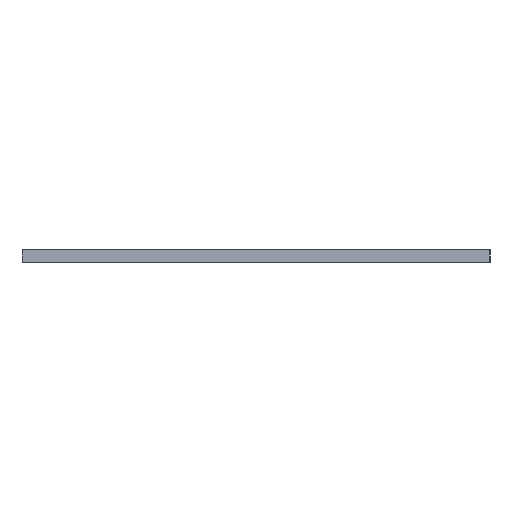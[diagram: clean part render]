
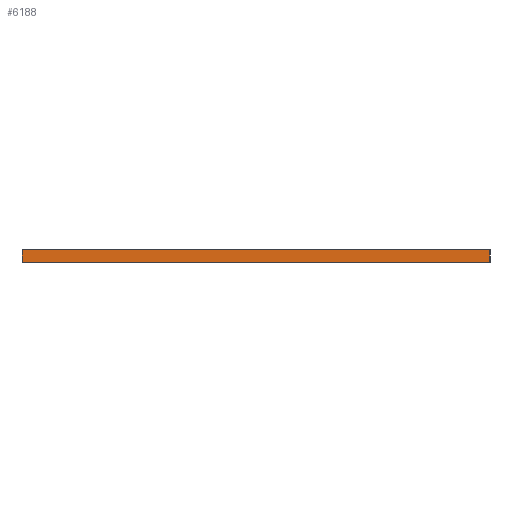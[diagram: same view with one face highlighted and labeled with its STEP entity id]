
A CAD part, left-side view. The second image highlights one B-rep face of the part: STEP entity #6188.
In plain terms, the highlighted planar face has unit normal (-1, 0, 0).
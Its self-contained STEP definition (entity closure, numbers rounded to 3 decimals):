
#219=PLANE('',#6377);
#545=FACE_OUTER_BOUND('',#898,.T.);
#898=EDGE_LOOP('',(#5613,#5614,#5615,#5616));
#1338=LINE('',#11964,#1858);
#1424=LINE('',#12203,#1944);
#1425=LINE('',#12206,#1945);
#1426=LINE('',#12207,#1946);
#1858=VECTOR('',#6996,10.);
#1944=VECTOR('',#7232,10.);
#1945=VECTOR('',#7235,10.);
#1946=VECTOR('',#7236,10.);
#2848=VERTEX_POINT('',#11961);
#2849=VERTEX_POINT('',#11963);
#2927=VERTEX_POINT('',#12201);
#2928=VERTEX_POINT('',#12205);
#3722=EDGE_CURVE('',#2848,#2849,#1338,.T.);
#3840=EDGE_CURVE('',#2927,#2849,#1424,.T.);
#3841=EDGE_CURVE('',#2927,#2928,#1425,.T.);
#3842=EDGE_CURVE('',#2928,#2848,#1426,.T.);
#5613=ORIENTED_EDGE('',*,*,#3841,.F.);
#5614=ORIENTED_EDGE('',*,*,#3840,.T.);
#5615=ORIENTED_EDGE('',*,*,#3722,.F.);
#5616=ORIENTED_EDGE('',*,*,#3842,.F.);
#6188=ADVANCED_FACE('',(#545),#219,.T.);
#6377=AXIS2_PLACEMENT_3D('',#12204,#7233,#7234);
#6996=DIRECTION('',(0.,-1.,0.));
#7232=DIRECTION('',(0.,0.,1.));
#7233=DIRECTION('center_axis',(-1.,0.,0.));
#7234=DIRECTION('ref_axis',(0.,-1.,0.));
#7235=DIRECTION('',(0.,1.,0.));
#7236=DIRECTION('',(0.,0.,1.));
#11961=CARTESIAN_POINT('',(-10.585,27.154,1.5));
#11963=CARTESIAN_POINT('',(-10.585,-30.946,1.5));
#11964=CARTESIAN_POINT('',(-10.585,-30.946,1.5));
#12201=CARTESIAN_POINT('',(-10.585,-30.946,0.));
#12203=CARTESIAN_POINT('',(-10.585,-30.946,0.));
#12204=CARTESIAN_POINT('Origin',(-10.585,27.154,0.));
#12205=CARTESIAN_POINT('',(-10.585,27.154,0.));
#12206=CARTESIAN_POINT('',(-10.585,-30.946,0.));
#12207=CARTESIAN_POINT('',(-10.585,27.154,0.));
